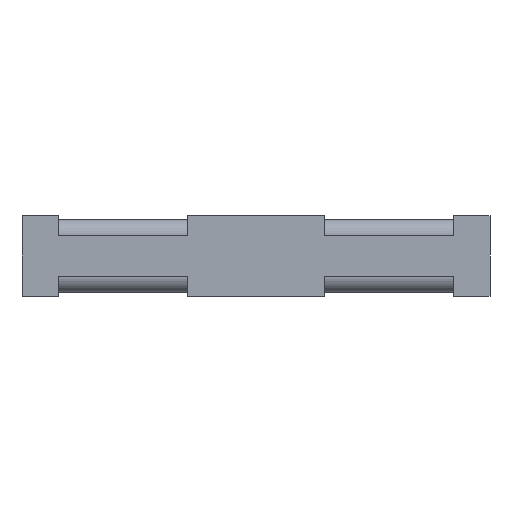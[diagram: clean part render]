
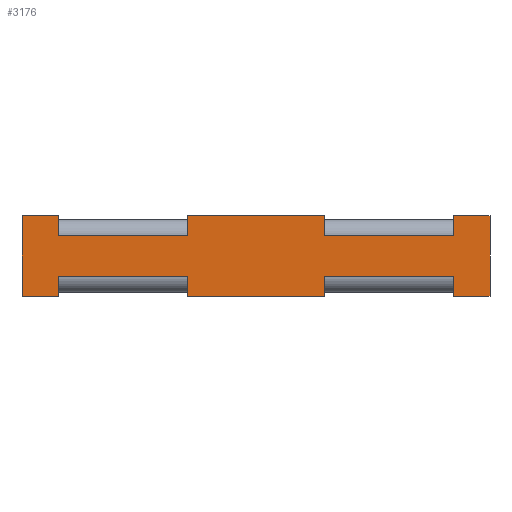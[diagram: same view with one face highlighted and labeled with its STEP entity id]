
A CAD part, front view. The second image highlights one B-rep face of the part: STEP entity #3176.
In plain terms, the highlighted planar face has unit normal (0, -1, 0).
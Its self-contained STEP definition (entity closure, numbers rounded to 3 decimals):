
#12=DIRECTION('',(0.,0.,-1.));
#13=VECTOR('',#12,0.25);
#14=CARTESIAN_POINT('',(0.85,0.,-0.25));
#15=LINE('',#14,#13);
#20=DIRECTION('',(0.,0.,-1.));
#21=VECTOR('',#20,0.25);
#22=CARTESIAN_POINT('',(-0.85,0.,-0.25));
#23=LINE('',#22,#21);
#27=DIRECTION('',(0.,0.,-1.));
#28=VECTOR('',#27,0.25);
#29=CARTESIAN_POINT('',(-2.45,0.,-0.25));
#30=LINE('',#29,#28);
#34=DIRECTION('',(0.,0.,1.));
#35=VECTOR('',#34,0.25);
#36=CARTESIAN_POINT('',(-2.45,0.,0.25));
#37=LINE('',#36,#35);
#41=DIRECTION('',(0.,0.,1.));
#42=VECTOR('',#41,0.25);
#43=CARTESIAN_POINT('',(-0.85,0.,0.25));
#44=LINE('',#43,#42);
#48=DIRECTION('',(0.,0.,1.));
#49=VECTOR('',#48,0.25);
#50=CARTESIAN_POINT('',(0.85,0.,0.25));
#51=LINE('',#50,#49);
#55=DIRECTION('',(0.,0.,1.));
#56=VECTOR('',#55,0.25);
#57=CARTESIAN_POINT('',(2.45,0.,0.25));
#58=LINE('',#57,#56);
#62=DIRECTION('',(0.,0.,1.));
#63=VECTOR('',#62,1.);
#64=CARTESIAN_POINT('',(2.9,0.,-0.5));
#65=LINE('',#64,#63);
#69=DIRECTION('',(0.,0.,-1.));
#70=VECTOR('',#69,0.25);
#71=CARTESIAN_POINT('',(2.45,0.,-0.25));
#72=LINE('',#71,#70);
#76=DIRECTION('',(-1.,0.,0.));
#77=VECTOR('',#76,1.6);
#78=CARTESIAN_POINT('',(2.45,0.,-0.25));
#79=LINE('',#78,#77);
#754=DIRECTION('',(-1.,0.,0.));
#755=VECTOR('',#754,1.7);
#756=CARTESIAN_POINT('',(0.85,0.,-0.5));
#757=LINE('',#756,#755);
#768=DIRECTION('',(-1.,0.,0.));
#769=VECTOR('',#768,0.45);
#770=CARTESIAN_POINT('',(2.9,0.,-0.5));
#771=LINE('',#770,#769);
#805=DIRECTION('',(1.,0.,0.));
#806=VECTOR('',#805,1.6);
#807=CARTESIAN_POINT('',(-2.45,0.,-0.25));
#808=LINE('',#807,#806);
#1397=DIRECTION('',(-1.,0.,0.));
#1398=VECTOR('',#1397,0.45);
#1399=CARTESIAN_POINT('',(-2.45,0.,-0.5));
#1400=LINE('',#1399,#1398);
#1418=DIRECTION('',(0.,0.,1.));
#1419=VECTOR('',#1418,1.);
#1420=CARTESIAN_POINT('',(-2.9,0.,-0.5));
#1421=LINE('',#1420,#1419);
#1432=DIRECTION('',(-1.,0.,0.));
#1433=VECTOR('',#1432,0.45);
#1434=CARTESIAN_POINT('',(-2.45,0.,0.5));
#1435=LINE('',#1434,#1433);
#1469=DIRECTION('',(1.,0.,0.));
#1470=VECTOR('',#1469,1.6);
#1471=CARTESIAN_POINT('',(-2.45,0.,0.25));
#1472=LINE('',#1471,#1470);
#1843=DIRECTION('',(-1.,0.,0.));
#1844=VECTOR('',#1843,0.45);
#1845=CARTESIAN_POINT('',(2.9,0.,0.5));
#1846=LINE('',#1845,#1844);
#1857=DIRECTION('',(-1.,0.,0.));
#1858=VECTOR('',#1857,1.7);
#1859=CARTESIAN_POINT('',(0.85,0.,0.5));
#1860=LINE('',#1859,#1858);
#1908=DIRECTION('',(-1.,0.,0.));
#1909=VECTOR('',#1908,1.6);
#1910=CARTESIAN_POINT('',(2.45,0.,0.25));
#1911=LINE('',#1910,#1909);
#2705=CARTESIAN_POINT('',(2.9,0.,-0.5));
#2706=CARTESIAN_POINT('',(2.9,0.,0.5));
#2707=VERTEX_POINT('',#2705);
#2708=VERTEX_POINT('',#2706);
#2709=CARTESIAN_POINT('',(-2.9,0.,-0.5));
#2710=CARTESIAN_POINT('',(-2.9,0.,0.5));
#2711=VERTEX_POINT('',#2709);
#2712=VERTEX_POINT('',#2710);
#2717=CARTESIAN_POINT('',(-2.45,0.,0.25));
#2718=CARTESIAN_POINT('',(-2.45,0.,0.5));
#2719=VERTEX_POINT('',#2717);
#2720=VERTEX_POINT('',#2718);
#2725=CARTESIAN_POINT('',(-0.85,0.,0.25));
#2726=CARTESIAN_POINT('',(-0.85,0.,0.5));
#2727=VERTEX_POINT('',#2725);
#2728=VERTEX_POINT('',#2726);
#2753=CARTESIAN_POINT('',(-2.45,0.,-0.25));
#2755=VERTEX_POINT('',#2753);
#2759=CARTESIAN_POINT('',(-0.85,0.,-0.25));
#2761=VERTEX_POINT('',#2759);
#2787=CARTESIAN_POINT('',(-2.45,0.,-0.5));
#2788=VERTEX_POINT('',#2787);
#2791=CARTESIAN_POINT('',(-0.85,0.,-0.5));
#2792=VERTEX_POINT('',#2791);
#2921=CARTESIAN_POINT('',(2.45,0.,0.25));
#2923=VERTEX_POINT('',#2921);
#2927=CARTESIAN_POINT('',(0.85,0.,0.25));
#2929=VERTEX_POINT('',#2927);
#2953=CARTESIAN_POINT('',(2.45,0.,-0.25));
#2955=VERTEX_POINT('',#2953);
#2959=CARTESIAN_POINT('',(0.85,0.,-0.25));
#2961=VERTEX_POINT('',#2959);
#3051=CARTESIAN_POINT('',(2.45,0.,0.5));
#3052=VERTEX_POINT('',#3051);
#3055=CARTESIAN_POINT('',(0.85,0.,0.5));
#3056=VERTEX_POINT('',#3055);
#3059=CARTESIAN_POINT('',(2.45,0.,-0.5));
#3060=VERTEX_POINT('',#3059);
#3063=CARTESIAN_POINT('',(0.85,0.,-0.5));
#3064=VERTEX_POINT('',#3063);
#3129=CARTESIAN_POINT('',(2.9,0.,-0.5));
#3130=DIRECTION('',(0.,1.,0.));
#3131=DIRECTION('',(-1.,0.,0.));
#3132=AXIS2_PLACEMENT_3D('',#3129,#3130,#3131);
#3133=PLANE('',#3132);
#3135=ORIENTED_EDGE('',*,*,#3134,.T.);
#3137=ORIENTED_EDGE('',*,*,#3136,.T.);
#3139=ORIENTED_EDGE('',*,*,#3138,.T.);
#3141=ORIENTED_EDGE('',*,*,#3140,.F.);
#3143=ORIENTED_EDGE('',*,*,#3142,.F.);
#3145=ORIENTED_EDGE('',*,*,#3144,.T.);
#3147=ORIENTED_EDGE('',*,*,#3146,.T.);
#3149=ORIENTED_EDGE('',*,*,#3148,.T.);
#3151=ORIENTED_EDGE('',*,*,#3150,.F.);
#3153=ORIENTED_EDGE('',*,*,#3152,.F.);
#3155=ORIENTED_EDGE('',*,*,#3154,.T.);
#3157=ORIENTED_EDGE('',*,*,#3156,.T.);
#3159=ORIENTED_EDGE('',*,*,#3158,.F.);
#3161=ORIENTED_EDGE('',*,*,#3160,.F.);
#3163=ORIENTED_EDGE('',*,*,#3162,.F.);
#3165=ORIENTED_EDGE('',*,*,#3164,.T.);
#3167=ORIENTED_EDGE('',*,*,#3166,.F.);
#3169=ORIENTED_EDGE('',*,*,#3168,.F.);
#3171=ORIENTED_EDGE('',*,*,#3170,.T.);
#3173=ORIENTED_EDGE('',*,*,#3172,.F.);
#3174=EDGE_LOOP('',(#3135,#3137,#3139,#3141,#3143,#3145,#3147,#3149,#3151,#3153,
#3155,#3157,#3159,#3161,#3163,#3165,#3167,#3169,#3171,#3173));
#3175=FACE_OUTER_BOUND('',#3174,.F.);
#3176=ADVANCED_FACE('',(#3175),#3133,.F.);
#3134=EDGE_CURVE('',#2955,#2961,#79,.T.);
#3136=EDGE_CURVE('',#2961,#3064,#15,.T.);
#3138=EDGE_CURVE('',#3064,#2792,#757,.T.);
#3140=EDGE_CURVE('',#2761,#2792,#23,.T.);
#3142=EDGE_CURVE('',#2755,#2761,#808,.T.);
#3144=EDGE_CURVE('',#2755,#2788,#30,.T.);
#3146=EDGE_CURVE('',#2788,#2711,#1400,.T.);
#3148=EDGE_CURVE('',#2711,#2712,#1421,.T.);
#3150=EDGE_CURVE('',#2720,#2712,#1435,.T.);
#3152=EDGE_CURVE('',#2719,#2720,#37,.T.);
#3154=EDGE_CURVE('',#2719,#2727,#1472,.T.);
#3156=EDGE_CURVE('',#2727,#2728,#44,.T.);
#3158=EDGE_CURVE('',#3056,#2728,#1860,.T.);
#3160=EDGE_CURVE('',#2929,#3056,#51,.T.);
#3162=EDGE_CURVE('',#2923,#2929,#1911,.T.);
#3164=EDGE_CURVE('',#2923,#3052,#58,.T.);
#3166=EDGE_CURVE('',#2708,#3052,#1846,.T.);
#3168=EDGE_CURVE('',#2707,#2708,#65,.T.);
#3170=EDGE_CURVE('',#2707,#3060,#771,.T.);
#3172=EDGE_CURVE('',#2955,#3060,#72,.T.);
